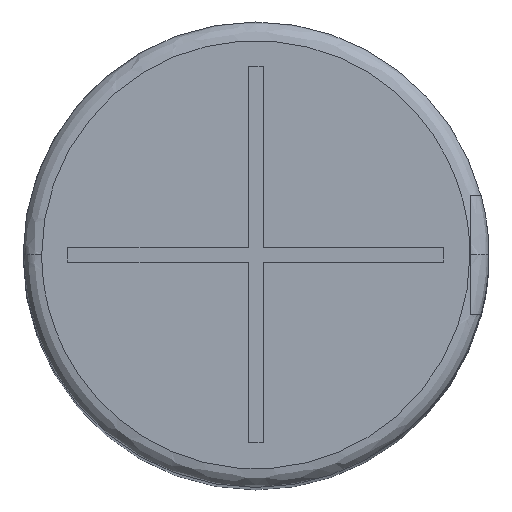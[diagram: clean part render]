
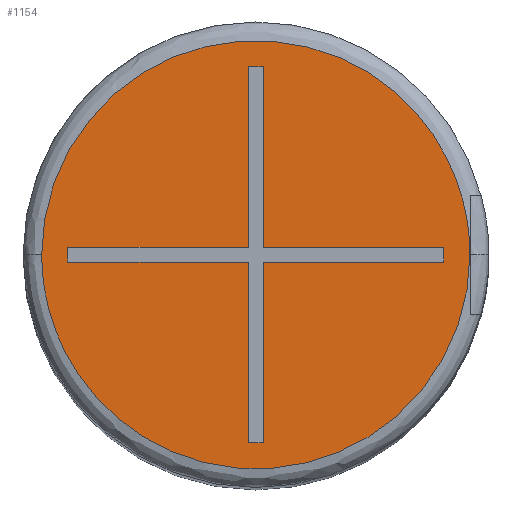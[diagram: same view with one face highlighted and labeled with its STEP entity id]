
A CAD part, top view. The second image highlights one B-rep face of the part: STEP entity #1154.
In plain terms, the highlighted planar face has unit normal (0, 0, 1).
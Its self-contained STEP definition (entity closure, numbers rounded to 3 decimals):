
#3 = CARTESIAN_POINT ( 'NONE',  ( 0., -5.05, 40. ) ) ;
#4 = ORIENTED_EDGE ( 'NONE', *, *, #2537, .F. ) ;
#26 = DIRECTION ( 'NONE',  ( 1., 0., 0. ) ) ;
#139 = VECTOR ( 'NONE', #1051, 1000. ) ;
#149 = DIRECTION ( 'NONE',  ( 1., 0., 0. ) ) ;
#243 = CARTESIAN_POINT ( 'NONE',  ( 0., 0.2, 40. ) ) ;
#285 = EDGE_CURVE ( 'NONE', #3320, #1506, #2095, .T. ) ;
#370 = CARTESIAN_POINT ( 'NONE',  ( 5.75, 0., 40. ) ) ;
#519 = ORIENTED_EDGE ( 'NONE', *, *, #3708, .F. ) ;
#562 = CARTESIAN_POINT ( 'NONE',  ( 0.2, 0.2, 40. ) ) ;
#577 = EDGE_CURVE ( 'NONE', #1865, #2714, #947, .T. ) ;
#580 =( BOUNDED_CURVE ( )  B_SPLINE_CURVE ( 3, ( #3880, #3562, #2571, #3896 ),
 .UNSPECIFIED., .F., .T. ) 
 B_SPLINE_CURVE_WITH_KNOTS ( ( 4, 4 ),
 ( 0.5, 1. ),
 .UNSPECIFIED. ) 
 CURVE ( )  GEOMETRIC_REPRESENTATION_ITEM ( )  RATIONAL_B_SPLINE_CURVE ( ( 1., 0.333, 0.333, 1. ) ) 
 REPRESENTATION_ITEM ( '' )  );
#581 = DIRECTION ( 'NONE',  ( -1., 0., 0. ) ) ;
#592 = ORIENTED_EDGE ( 'NONE', *, *, #3593, .F. ) ;
#595 = CARTESIAN_POINT ( 'NONE',  ( 0.2, 0., 40. ) ) ;
#621 = VECTOR ( 'NONE', #628, 1000. ) ;
#628 = DIRECTION ( 'NONE',  ( 0., -1., 0. ) ) ;
#640 = PLANE ( 'NONE',  #4176 ) ;
#700 = DIRECTION ( 'NONE',  ( 0., 0., -1. ) ) ;
#738 = CARTESIAN_POINT ( 'NONE',  ( -5.05, -0.2, 40. ) ) ;
#768 = VERTEX_POINT ( 'NONE', #1218 ) ;
#812 = EDGE_CURVE ( 'NONE', #2714, #768, #2747, .T. ) ;
#894 = VECTOR ( 'NONE', #3328, 1000. ) ;
#920 = EDGE_CURVE ( 'NONE', #4052, #3893, #2906, .T. ) ;
#932 = CARTESIAN_POINT ( 'NONE',  ( 5.05, 0.2, 40. ) ) ;
#947 = LINE ( 'NONE', #595, #1755 ) ;
#988 = CARTESIAN_POINT ( 'NONE',  ( -5.75, -11.5, 40. ) ) ;
#1010 = VECTOR ( 'NONE', #581, 1000. ) ;
#1051 = DIRECTION ( 'NONE',  ( 1., 0., 0. ) ) ;
#1052 = LINE ( 'NONE', #3093, #3541 ) ;
#1103 = CARTESIAN_POINT ( 'NONE',  ( 0., 0.2, 40. ) ) ;
#1154 = ADVANCED_FACE ( 'NONE', ( #3133, #3402 ), #640, .F. ) ;
#1215 = CARTESIAN_POINT ( 'NONE',  ( -5.75, 0., 40. ) ) ;
#1218 = CARTESIAN_POINT ( 'NONE',  ( -0.2, 5.05, 40. ) ) ;
#1314 = CARTESIAN_POINT ( 'NONE',  ( 0., 0., 40. ) ) ;
#1329 = CARTESIAN_POINT ( 'NONE',  ( 0.2, -0.2, 40. ) ) ;
#1332 = EDGE_CURVE ( 'NONE', #2376, #3529, #2454, .T. ) ;
#1370 = EDGE_CURVE ( 'NONE', #4261, #2079, #3718, .T. ) ;
#1386 = ORIENTED_EDGE ( 'NONE', *, *, #1502, .F. ) ;
#1394 = ORIENTED_EDGE ( 'NONE', *, *, #1332, .F. ) ;
#1418 = LINE ( 'NONE', #243, #1010 ) ;
#1467 = VECTOR ( 'NONE', #2283, 1000. ) ;
#1502 = EDGE_CURVE ( 'NONE', #768, #4052, #4030, .T. ) ;
#1506 = VERTEX_POINT ( 'NONE', #2041 ) ;
#1545 = ORIENTED_EDGE ( 'NONE', *, *, #1370, .F. ) ;
#1640 = VECTOR ( 'NONE', #149, 1000. ) ;
#1647 = CARTESIAN_POINT ( 'NONE',  ( 5.75, -11.5, 40. ) ) ;
#1661 = ORIENTED_EDGE ( 'NONE', *, *, #920, .F. ) ;
#1711 = CARTESIAN_POINT ( 'NONE',  ( 5.75, 0., 40. ) ) ;
#1755 = VECTOR ( 'NONE', #3832, 1000. ) ;
#1759 = VERTEX_POINT ( 'NONE', #932 ) ;
#1797 = ORIENTED_EDGE ( 'NONE', *, *, #2025, .F. ) ;
#1865 = VERTEX_POINT ( 'NONE', #562 ) ;
#1944 = CARTESIAN_POINT ( 'NONE',  ( 0.2, 5.05, 40. ) ) ;
#1951 = CARTESIAN_POINT ( 'NONE',  ( -0.2, 0., 40. ) ) ;
#1995 = LINE ( 'NONE', #2224, #621 ) ;
#2000 = CARTESIAN_POINT ( 'NONE',  ( -5.75, 0., 40. ) ) ;
#2015 = CARTESIAN_POINT ( 'NONE',  ( -0.2, 0., 40. ) ) ;
#2025 = EDGE_CURVE ( 'NONE', #2769, #4261, #4125, .T. ) ;
#2034 = LINE ( 'NONE', #1951, #1467 ) ;
#2041 = CARTESIAN_POINT ( 'NONE',  ( -0.2, -0.2, 40. ) ) ;
#2053 = VECTOR ( 'NONE', #2062, 1000. ) ;
#2062 = DIRECTION ( 'NONE',  ( -1., 0., 0. ) ) ;
#2079 = VERTEX_POINT ( 'NONE', #2452 ) ;
#2095 = LINE ( 'NONE', #2392, #1640 ) ;
#2112 = CARTESIAN_POINT ( 'NONE',  ( 0.2, 0., 40. ) ) ;
#2163 = EDGE_LOOP ( 'NONE', ( #1394, #519 ) ) ;
#2213 = EDGE_CURVE ( 'NONE', #1506, #4145, #2034, .T. ) ;
#2224 = CARTESIAN_POINT ( 'NONE',  ( -5.05, 0., 40. ) ) ;
#2237 = CARTESIAN_POINT ( 'NONE',  ( -0.2, -5.05, 40. ) ) ;
#2283 = DIRECTION ( 'NONE',  ( 0., -1., 0. ) ) ;
#2304 = EDGE_CURVE ( 'NONE', #4145, #2769, #3449, .T. ) ;
#2376 = VERTEX_POINT ( 'NONE', #1711 ) ;
#2392 = CARTESIAN_POINT ( 'NONE',  ( 0., -0.2, 40. ) ) ;
#2452 = CARTESIAN_POINT ( 'NONE',  ( 5.05, -0.2, 40. ) ) ;
#2454 =( BOUNDED_CURVE ( )  B_SPLINE_CURVE ( 3, ( #370, #1647, #988, #2000 ),
 .UNSPECIFIED., .F., .T. ) 
 B_SPLINE_CURVE_WITH_KNOTS ( ( 4, 4 ),
 ( 0., 0.5 ),
 .UNSPECIFIED. ) 
 CURVE ( )  GEOMETRIC_REPRESENTATION_ITEM ( )  RATIONAL_B_SPLINE_CURVE ( ( 1., 0.333, 0.333, 1. ) ) 
 REPRESENTATION_ITEM ( '' )  );
#2537 = EDGE_CURVE ( 'NONE', #1759, #1865, #1418, .T. ) ;
#2571 = CARTESIAN_POINT ( 'NONE',  ( 5.75, 11.5, 40. ) ) ;
#2615 = EDGE_LOOP ( 'NONE', ( #1545, #1797, #3273, #3028, #3210, #3597, #1661, #1386, #2876, #3835, #4, #592 ) ) ;
#2714 = VERTEX_POINT ( 'NONE', #1944 ) ;
#2747 = LINE ( 'NONE', #3842, #3411 ) ;
#2769 = VERTEX_POINT ( 'NONE', #4212 ) ;
#2876 = ORIENTED_EDGE ( 'NONE', *, *, #812, .F. ) ;
#2906 = LINE ( 'NONE', #1103, #2053 ) ;
#3028 = ORIENTED_EDGE ( 'NONE', *, *, #2213, .F. ) ;
#3093 = CARTESIAN_POINT ( 'NONE',  ( 5.05, 0., 40. ) ) ;
#3094 = DIRECTION ( 'NONE',  ( 0., 1., 0. ) ) ;
#3133 = FACE_BOUND ( 'NONE', #2615, .T. ) ;
#3210 = ORIENTED_EDGE ( 'NONE', *, *, #285, .F. ) ;
#3273 = ORIENTED_EDGE ( 'NONE', *, *, #2304, .F. ) ;
#3294 = VECTOR ( 'NONE', #26, 1000. ) ;
#3320 = VERTEX_POINT ( 'NONE', #738 ) ;
#3328 = DIRECTION ( 'NONE',  ( 0., -1., 0. ) ) ;
#3402 = FACE_OUTER_BOUND ( 'NONE', #2163, .T. ) ;
#3411 = VECTOR ( 'NONE', #3568, 1000. ) ;
#3449 = LINE ( 'NONE', #3, #3294 ) ;
#3529 = VERTEX_POINT ( 'NONE', #1215 ) ;
#3541 = VECTOR ( 'NONE', #3779, 1000. ) ;
#3562 = CARTESIAN_POINT ( 'NONE',  ( -5.75, 11.5, 40. ) ) ;
#3568 = DIRECTION ( 'NONE',  ( -1., 0., 0. ) ) ;
#3571 = CARTESIAN_POINT ( 'NONE',  ( 0., -0.2, 40. ) ) ;
#3593 = EDGE_CURVE ( 'NONE', #2079, #1759, #1052, .T. ) ;
#3597 = ORIENTED_EDGE ( 'NONE', *, *, #4174, .F. ) ;
#3679 = CARTESIAN_POINT ( 'NONE',  ( -5.05, 0.2, 40. ) ) ;
#3708 = EDGE_CURVE ( 'NONE', #3529, #2376, #580, .T. ) ;
#3718 = LINE ( 'NONE', #3571, #139 ) ;
#3779 = DIRECTION ( 'NONE',  ( 0., 1., 0. ) ) ;
#3832 = DIRECTION ( 'NONE',  ( 0., 1., 0. ) ) ;
#3835 = ORIENTED_EDGE ( 'NONE', *, *, #577, .F. ) ;
#3842 = CARTESIAN_POINT ( 'NONE',  ( 0., 5.05, 40. ) ) ;
#3880 = CARTESIAN_POINT ( 'NONE',  ( -5.75, 0., 40. ) ) ;
#3893 = VERTEX_POINT ( 'NONE', #3679 ) ;
#3896 = CARTESIAN_POINT ( 'NONE',  ( 5.75, 0., 40. ) ) ;
#3916 = DIRECTION ( 'NONE',  ( 0., 1., 0. ) ) ;
#4030 = LINE ( 'NONE', #2015, #894 ) ;
#4050 = CARTESIAN_POINT ( 'NONE',  ( -0.2, 0.2, 40. ) ) ;
#4052 = VERTEX_POINT ( 'NONE', #4050 ) ;
#4125 = LINE ( 'NONE', #2112, #4237 ) ;
#4145 = VERTEX_POINT ( 'NONE', #2237 ) ;
#4174 = EDGE_CURVE ( 'NONE', #3893, #3320, #1995, .T. ) ;
#4176 = AXIS2_PLACEMENT_3D ( 'NONE', #1314, #700, #3916 ) ;
#4212 = CARTESIAN_POINT ( 'NONE',  ( 0.2, -5.05, 40. ) ) ;
#4237 = VECTOR ( 'NONE', #3094, 1000. ) ;
#4261 = VERTEX_POINT ( 'NONE', #1329 ) ;
